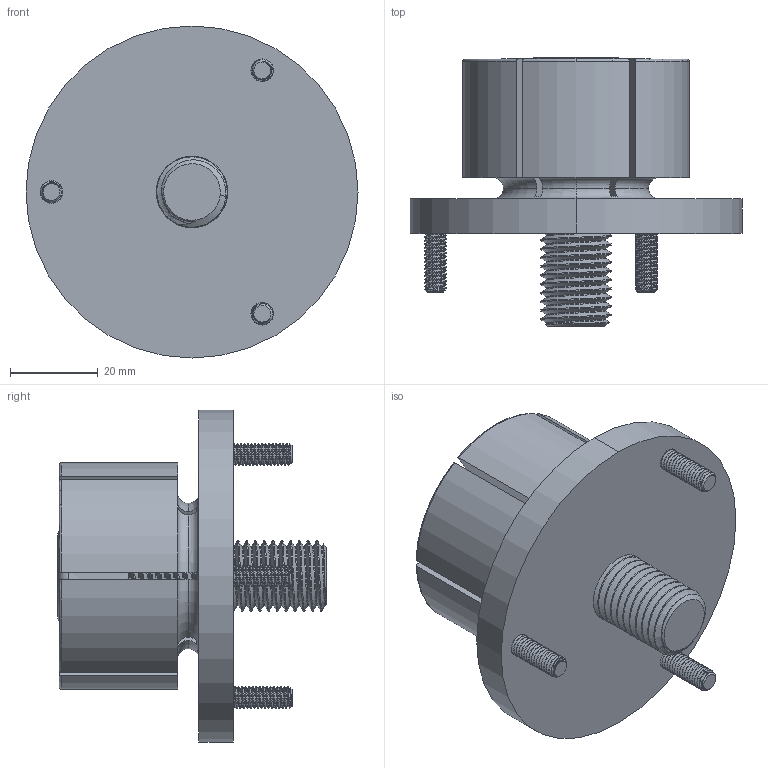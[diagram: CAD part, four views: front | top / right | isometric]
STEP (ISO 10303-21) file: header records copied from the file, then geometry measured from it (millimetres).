
FILE_DESCRIPTION (( 'STEP AP203' ), '1' );
FILE_NAME ('38350.STEP', '2016-06-23T16:14:24', ( 'tkrafton' ), ( 'Microsoft' ), 'SwSTEP 2.0', 'SolidWorks 2016', '' );
FILE_SCHEMA (( 'CONFIG_CONTROL_DESIGN' ));
Length unit declared in the file: inch
Products named in the file (4): 38350; 131350_131350 ; M520MM FHCS_M520MM FHCS; 38052_38052
Assembly tree (5 placements, depth 2):
  38350
    131350_131350 
    M520MM FHCS_M520MM FHCS  x3
    38052_38052
Bounding box: 75.46 x 61 x 75.46 mm (x, y, z)
Volume: 92385 mm3; surface area: 32401 mm2
Topology: 5 solids, 5 shells, 541 faces, 1497 edges, 971 vertices
Faces by surface type: cylinder 375, plane 69, cone 63, torus 26, bspline 8
Entity records: 15781 total; most frequent: CARTESIAN_POINT 8259, ORIENTED_EDGE 1766, DIRECTION 1238, EDGE_CURVE 883, VERTEX_POINT 573, AXIS2_PLACEMENT_3D 472, EDGE_LOOP 330, FACE_OUTER_BOUND 319
